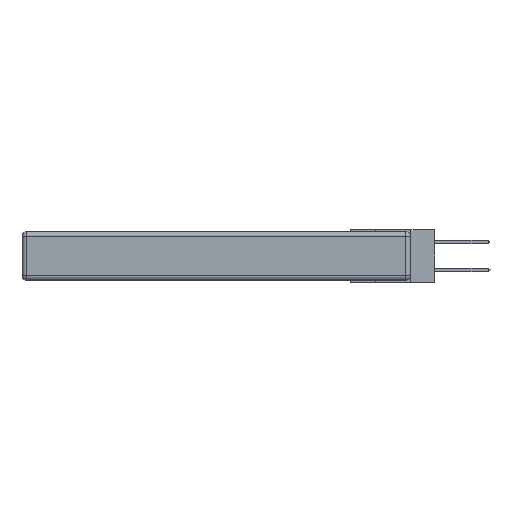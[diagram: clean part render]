
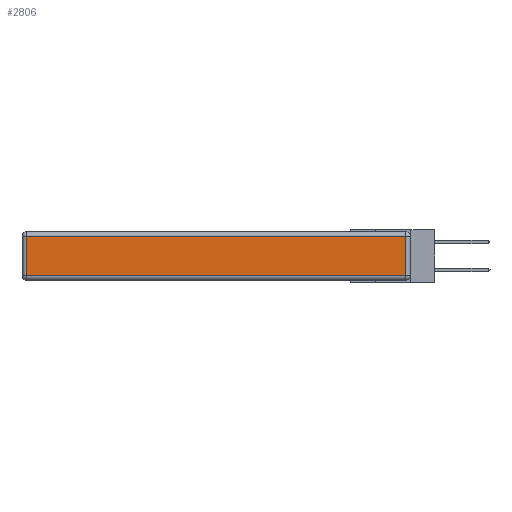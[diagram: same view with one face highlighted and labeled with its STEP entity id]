
A CAD part, left-side view. The second image highlights one B-rep face of the part: STEP entity #2806.
In plain terms, the highlighted planar face has unit normal (-1, 0, 0).
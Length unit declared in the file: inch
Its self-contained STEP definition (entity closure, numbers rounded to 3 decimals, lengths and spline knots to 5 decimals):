
#76 = DIRECTION ( 'NONE',  ( -1., 0., 0. ) ) ;
#176 = VECTOR ( 'NONE', #8046, 39.37008 ) ;
#485 = EDGE_CURVE ( 'NONE', #1440, #781, #11645, .T. ) ;
#488 = DIRECTION ( 'NONE',  ( 0., 1., 0. ) ) ;
#702 = DIRECTION ( 'NONE',  ( 0., 0., -1. ) ) ;
#781 = VERTEX_POINT ( 'NONE', #12403 ) ;
#1138 = ORIENTED_EDGE ( 'NONE', *, *, #9395, .T. ) ;
#1388 = EDGE_CURVE ( 'NONE', #781, #1648, #8705, .T. ) ;
#1440 = VERTEX_POINT ( 'NONE', #4358 ) ;
#1648 = VERTEX_POINT ( 'NONE', #3083 ) ;
#1975 = LINE ( 'NONE', #10151, #8044 ) ;
#2479 = EDGE_CURVE ( 'NONE', #1648, #13275, #7328, .T. ) ;
#2806 = ADVANCED_FACE ( 'NONE', ( #11253 ), #9460, .T. ) ;
#2939 = AXIS2_PLACEMENT_3D ( 'NONE', #8445, #76, #7248 ) ;
#3083 = CARTESIAN_POINT ( 'NONE',  ( 0., 0.03, -0.03 ) ) ;
#4204 = ORIENTED_EDGE ( 'NONE', *, *, #2479, .T. ) ;
#4358 = CARTESIAN_POINT ( 'NONE',  ( 0., 2.72, -0.313 ) ) ;
#5363 = CARTESIAN_POINT ( 'NONE',  ( 0., 0., -0.313 ) ) ;
#5408 = VECTOR ( 'NONE', #7345, 39.37008 ) ;
#6872 = CARTESIAN_POINT ( 'NONE',  ( 0., 2.72, -0.03 ) ) ;
#6964 = ORIENTED_EDGE ( 'NONE', *, *, #485, .T. ) ;
#7248 = DIRECTION ( 'NONE',  ( 0., 0., 1. ) ) ;
#7328 = LINE ( 'NONE', #13180, #9475 ) ;
#7345 = DIRECTION ( 'NONE',  ( 0., -1., 0. ) ) ;
#8044 = VECTOR ( 'NONE', #702, 39.37008 ) ;
#8046 = DIRECTION ( 'NONE',  ( 0., 0., 1. ) ) ;
#8227 = ORIENTED_EDGE ( 'NONE', *, *, #1388, .T. ) ;
#8445 = CARTESIAN_POINT ( 'NONE',  ( 0., 0., -0.343 ) ) ;
#8705 = LINE ( 'NONE', #10670, #176 ) ;
#9395 = EDGE_CURVE ( 'NONE', #13275, #1440, #1975, .T. ) ;
#9460 = PLANE ( 'NONE',  #2939 ) ;
#9475 = VECTOR ( 'NONE', #488, 39.37008 ) ;
#10151 = CARTESIAN_POINT ( 'NONE',  ( 0., 2.72, -0.343 ) ) ;
#10670 = CARTESIAN_POINT ( 'NONE',  ( 0., 0.03, -0.343 ) ) ;
#11253 = FACE_OUTER_BOUND ( 'NONE', #13426, .T. ) ;
#11645 = LINE ( 'NONE', #5363, #5408 ) ;
#12403 = CARTESIAN_POINT ( 'NONE',  ( 0., 0.03, -0.313 ) ) ;
#13180 = CARTESIAN_POINT ( 'NONE',  ( 0., 2.75, -0.03 ) ) ;
#13275 = VERTEX_POINT ( 'NONE', #6872 ) ;
#13426 = EDGE_LOOP ( 'NONE', ( #6964, #8227, #4204, #1138 ) ) ;
